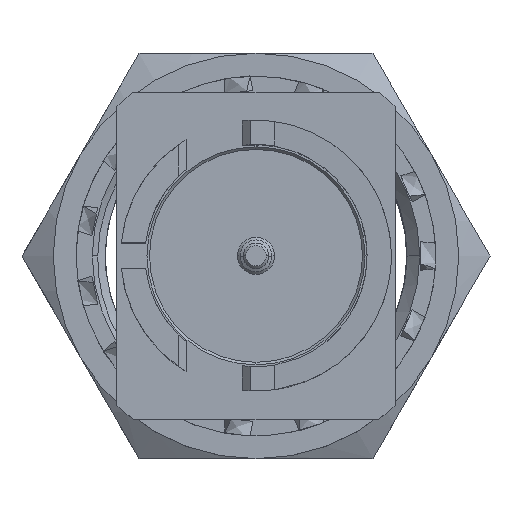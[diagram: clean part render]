
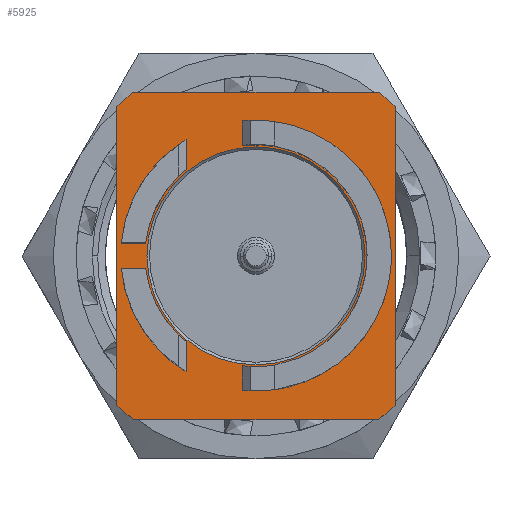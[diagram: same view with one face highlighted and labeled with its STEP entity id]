
A CAD part, top view. The second image highlights one B-rep face of the part: STEP entity #5925.
In plain terms, the highlighted planar face has unit normal (0, 0, 1).
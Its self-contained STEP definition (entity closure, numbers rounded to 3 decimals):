
#1254=DIRECTION('',(0.,1.,0.));
#1255=VECTOR('',#1254,0.956);
#1256=CARTESIAN_POINT('',(-0.53,-5.273,19.1));
#1257=LINE('',#1256,#1255);
#1258=DIRECTION('',(0.,1.,0.));
#1259=VECTOR('',#1258,0.956);
#1260=CARTESIAN_POINT('',(-0.53,4.318,19.1));
#1261=LINE('',#1260,#1259);
#1262=CARTESIAN_POINT('',(0.,0.,19.1));
#1263=DIRECTION('',(0.,0.,1.));
#1264=DIRECTION('',(-0.996,-0.094,0.));
#1265=AXIS2_PLACEMENT_3D('',#1262,#1263,#1264);
#1267=DIRECTION('',(0.,-1.,0.));
#1268=VECTOR('',#1267,1.158);
#1269=CARTESIAN_POINT('',(-2.74,-3.379,19.1));
#1270=LINE('',#1269,#1268);
#1271=CARTESIAN_POINT('',(0.,0.,19.1));
#1272=DIRECTION('',(0.,0.,1.));
#1273=DIRECTION('',(-0.993,-0.115,0.));
#1274=AXIS2_PLACEMENT_3D('',#1271,#1272,#1273);
#1276=DIRECTION('',(1.,0.,0.));
#1277=VECTOR('',#1276,0.955);
#1278=CARTESIAN_POINT('',(-5.276,-0.5,19.1));
#1279=LINE('',#1278,#1277);
#1280=CARTESIAN_POINT('',(0.,0.,19.1));
#1281=DIRECTION('',(0.,0.,1.));
#1282=DIRECTION('',(-0.681,-0.732,0.));
#1283=AXIS2_PLACEMENT_3D('',#1280,#1281,#1282);
#1285=DIRECTION('',(0.,1.,0.));
#1286=VECTOR('',#1285,11.713);
#1287=CARTESIAN_POINT('',(-5.45,-5.856,19.1));
#1288=LINE('',#1287,#1286);
#1289=CARTESIAN_POINT('',(0.,0.,19.1));
#1290=DIRECTION('',(0.,0.,1.));
#1291=DIRECTION('',(-0.597,0.802,0.));
#1292=AXIS2_PLACEMENT_3D('',#1289,#1290,#1291);
#1294=DIRECTION('',(-1.,0.,0.));
#1295=VECTOR('',#1294,9.56);
#1296=CARTESIAN_POINT('',(4.78,6.415,19.1));
#1297=LINE('',#1296,#1295);
#1298=CARTESIAN_POINT('',(0.,0.,19.1));
#1299=DIRECTION('',(0.,0.,1.));
#1300=DIRECTION('',(0.681,0.732,0.));
#1301=AXIS2_PLACEMENT_3D('',#1298,#1299,#1300);
#1303=DIRECTION('',(0.,1.,0.));
#1304=VECTOR('',#1303,11.713);
#1305=CARTESIAN_POINT('',(5.45,-5.856,19.1));
#1306=LINE('',#1305,#1304);
#1307=CARTESIAN_POINT('',(0.,0.,19.1));
#1308=DIRECTION('',(0.,0.,1.));
#1309=DIRECTION('',(0.597,-0.802,0.));
#1310=AXIS2_PLACEMENT_3D('',#1307,#1308,#1309);
#1312=DIRECTION('',(1.,0.,0.));
#1313=VECTOR('',#1312,9.56);
#1314=CARTESIAN_POINT('',(-4.78,-6.415,19.1));
#1315=LINE('',#1314,#1313);
#1316=CARTESIAN_POINT('',(0.,0.,19.1));
#1317=DIRECTION('',(0.,0.,-1.));
#1318=DIRECTION('',(0.,1.,0.));
#1319=AXIS2_PLACEMENT_3D('',#1316,#1317,#1318);
#1321=CARTESIAN_POINT('',(0.,0.,19.1));
#1322=DIRECTION('',(0.,0.,-1.));
#1323=DIRECTION('',(0.,-1.,0.));
#1324=AXIS2_PLACEMENT_3D('',#1321,#1322,#1323);
#1326=CARTESIAN_POINT('',(0.,0.,19.1));
#1327=DIRECTION('',(0.,0.,1.));
#1328=DIRECTION('',(-0.63,0.777,0.));
#1329=AXIS2_PLACEMENT_3D('',#1326,#1327,#1328);
#1331=DIRECTION('',(0.,-1.,0.));
#1332=VECTOR('',#1331,1.158);
#1333=CARTESIAN_POINT('',(-2.74,4.537,19.1));
#1334=LINE('',#1333,#1332);
#1335=CARTESIAN_POINT('',(0.,0.,19.1));
#1336=DIRECTION('',(0.,0.,1.));
#1337=DIRECTION('',(-0.517,0.856,0.));
#1338=AXIS2_PLACEMENT_3D('',#1335,#1336,#1337);
#1340=DIRECTION('',(-1.,0.,0.));
#1341=VECTOR('',#1340,0.955);
#1342=CARTESIAN_POINT('',(-4.321,0.5,19.1));
#1343=LINE('',#1342,#1341);
#1379=CARTESIAN_POINT('',(0.,0.,19.1));
#1380=DIRECTION('',(0.,0.,1.));
#1381=DIRECTION('',(-0.122,-0.993,0.));
#1382=AXIS2_PLACEMENT_3D('',#1379,#1380,#1381);
#1551=CARTESIAN_POINT('',(0.,0.,19.1));
#1552=DIRECTION('',(0.,0.,-1.));
#1553=DIRECTION('',(-0.1,0.995,0.));
#1554=AXIS2_PLACEMENT_3D('',#1551,#1552,#1553);
#2708=CARTESIAN_POINT('',(-5.45,-5.856,19.1));
#2709=CARTESIAN_POINT('',(-4.78,-6.415,19.1));
#2710=VERTEX_POINT('',#2708);
#2711=VERTEX_POINT('',#2709);
#2712=CARTESIAN_POINT('',(4.78,-6.415,19.1));
#2713=CARTESIAN_POINT('',(5.45,-5.856,19.1));
#2714=VERTEX_POINT('',#2712);
#2715=VERTEX_POINT('',#2713);
#2716=CARTESIAN_POINT('',(-4.78,6.415,19.1));
#2717=CARTESIAN_POINT('',(-5.45,5.856,19.1));
#2718=VERTEX_POINT('',#2716);
#2719=VERTEX_POINT('',#2717);
#2720=CARTESIAN_POINT('',(5.45,5.856,19.1));
#2721=CARTESIAN_POINT('',(4.78,6.415,19.1));
#2722=VERTEX_POINT('',#2720);
#2723=VERTEX_POINT('',#2721);
#2892=CARTESIAN_POINT('',(0.,4.27,19.1));
#2893=CARTESIAN_POINT('',(0.,-4.27,19.1));
#2894=VERTEX_POINT('',#2892);
#2895=VERTEX_POINT('',#2893);
#2908=CARTESIAN_POINT('',(-4.321,-0.5,19.1));
#2909=VERTEX_POINT('',#2908);
#2910=CARTESIAN_POINT('',(-4.321,0.5,19.1));
#2911=VERTEX_POINT('',#2910);
#2912=CARTESIAN_POINT('',(-5.276,-0.5,19.1));
#2913=VERTEX_POINT('',#2912);
#2914=CARTESIAN_POINT('',(-5.276,0.5,19.1));
#2915=VERTEX_POINT('',#2914);
#2916=CARTESIAN_POINT('',(-2.74,3.379,19.1));
#2917=VERTEX_POINT('',#2916);
#2918=CARTESIAN_POINT('',(-2.74,-3.379,19.1));
#2919=VERTEX_POINT('',#2918);
#2920=CARTESIAN_POINT('',(-2.74,4.537,19.1));
#2921=VERTEX_POINT('',#2920);
#2922=CARTESIAN_POINT('',(-2.74,-4.537,19.1));
#2923=VERTEX_POINT('',#2922);
#2924=CARTESIAN_POINT('',(-0.53,4.318,19.1));
#2925=CARTESIAN_POINT('',(-0.53,5.273,19.1));
#2926=VERTEX_POINT('',#2924);
#2927=VERTEX_POINT('',#2925);
#2928=CARTESIAN_POINT('',(-0.53,-5.273,19.1));
#2929=CARTESIAN_POINT('',(-0.53,-4.318,19.1));
#2930=VERTEX_POINT('',#2928);
#2931=VERTEX_POINT('',#2929);
#5871=CARTESIAN_POINT('',(0.,0.,19.1));
#5872=DIRECTION('',(0.,0.,1.));
#5873=DIRECTION('',(1.,0.,0.));
#5874=AXIS2_PLACEMENT_3D('',#5871,#5872,#5873);
#5875=PLANE('',#5874);
#5876=ORIENTED_EDGE('',*,*,#5532,.F.);
#5877=ORIENTED_EDGE('',*,*,#5640,.T.);
#5879=ORIENTED_EDGE('',*,*,#5878,.F.);
#5881=ORIENTED_EDGE('',*,*,#5880,.F.);
#5883=ORIENTED_EDGE('',*,*,#5882,.F.);
#5884=ORIENTED_EDGE('',*,*,#5740,.F.);
#5885=ORIENTED_EDGE('',*,*,#5853,.F.);
#5886=ORIENTED_EDGE('',*,*,#5864,.F.);
#5887=EDGE_LOOP('',(#5876,#5877,#5879,#5881,#5883,#5884,#5885,#5886));
#5888=FACE_OUTER_BOUND('',#5887,.F.);
#5890=ORIENTED_EDGE('',*,*,#5889,.T.);
#5892=ORIENTED_EDGE('',*,*,#5891,.F.);
#5894=ORIENTED_EDGE('',*,*,#5893,.F.);
#5896=ORIENTED_EDGE('',*,*,#5895,.F.);
#5897=EDGE_LOOP('',(#5890,#5892,#5894,#5896));
#5898=FACE_BOUND('',#5897,.F.);
#5900=ORIENTED_EDGE('',*,*,#5899,.F.);
#5902=ORIENTED_EDGE('',*,*,#5901,.F.);
#5904=ORIENTED_EDGE('',*,*,#5903,.F.);
#5906=ORIENTED_EDGE('',*,*,#5905,.F.);
#5907=EDGE_LOOP('',(#5900,#5902,#5904,#5906));
#5908=FACE_BOUND('',#5907,.F.);
#5910=ORIENTED_EDGE('',*,*,#5909,.F.);
#5912=ORIENTED_EDGE('',*,*,#5911,.F.);
#5913=EDGE_LOOP('',(#5910,#5912));
#5914=FACE_BOUND('',#5913,.F.);
#5916=ORIENTED_EDGE('',*,*,#5915,.F.);
#5918=ORIENTED_EDGE('',*,*,#5917,.F.);
#5920=ORIENTED_EDGE('',*,*,#5919,.T.);
#5922=ORIENTED_EDGE('',*,*,#5921,.F.);
#5923=EDGE_LOOP('',(#5916,#5918,#5920,#5922));
#5924=FACE_BOUND('',#5923,.F.);
#1266=CIRCLE('',#1265,5.3);
#1275=CIRCLE('',#1274,4.35);
#1284=CIRCLE('',#1283,8.);
#1293=CIRCLE('',#1292,8.);
#1302=CIRCLE('',#1301,8.);
#1311=CIRCLE('',#1310,8.);
#1320=CIRCLE('',#1319,4.27);
#1325=CIRCLE('',#1324,4.27);
#1330=CIRCLE('',#1329,4.35);
#1339=CIRCLE('',#1338,5.3);
#1383=CIRCLE('',#1382,4.35);
#1555=CIRCLE('',#1554,5.3);
#5532=EDGE_CURVE('',#2710,#2711,#1284,.T.);
#5640=EDGE_CURVE('',#2710,#2719,#1288,.T.);
#5740=EDGE_CURVE('',#2715,#2722,#1306,.T.);
#5853=EDGE_CURVE('',#2714,#2715,#1311,.T.);
#5864=EDGE_CURVE('',#2711,#2714,#1315,.T.);
#5878=EDGE_CURVE('',#2718,#2719,#1293,.T.);
#5880=EDGE_CURVE('',#2723,#2718,#1297,.T.);
#5882=EDGE_CURVE('',#2722,#2723,#1302,.T.);
#5889=EDGE_CURVE('',#2913,#2923,#1266,.T.);
#5891=EDGE_CURVE('',#2919,#2923,#1270,.T.);
#5893=EDGE_CURVE('',#2909,#2919,#1275,.T.);
#5895=EDGE_CURVE('',#2913,#2909,#1279,.T.);
#5899=EDGE_CURVE('',#2931,#2926,#1383,.T.);
#5901=EDGE_CURVE('',#2930,#2931,#1257,.T.);
#5903=EDGE_CURVE('',#2927,#2930,#1555,.T.);
#5905=EDGE_CURVE('',#2926,#2927,#1261,.T.);
#5909=EDGE_CURVE('',#2894,#2895,#1320,.T.);
#5911=EDGE_CURVE('',#2895,#2894,#1325,.T.);
#5915=EDGE_CURVE('',#2917,#2911,#1330,.T.);
#5917=EDGE_CURVE('',#2921,#2917,#1334,.T.);
#5919=EDGE_CURVE('',#2921,#2915,#1339,.T.);
#5921=EDGE_CURVE('',#2911,#2915,#1343,.T.);
#5925=ADVANCED_FACE('',(#5888,#5898,#5908,#5914,#5924),#5875,.T.);
